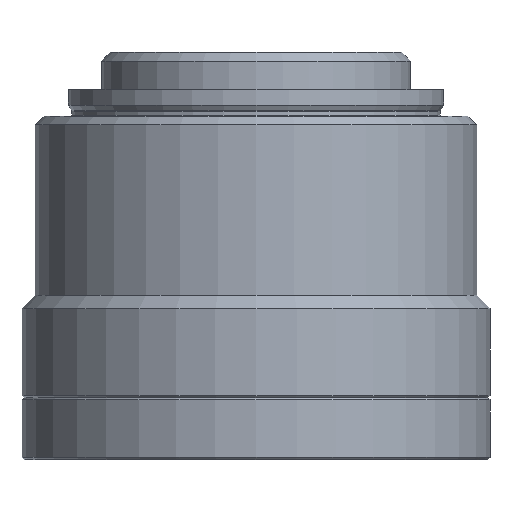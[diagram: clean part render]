
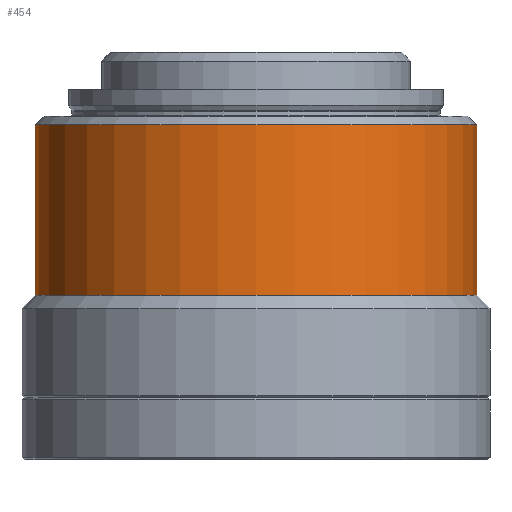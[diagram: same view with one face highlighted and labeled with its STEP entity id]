
A CAD part, front view. The second image highlights one B-rep face of the part: STEP entity #454.
In plain terms, the highlighted cylindrical face has radius 50 mm (diameter 100 mm), a partial arc.
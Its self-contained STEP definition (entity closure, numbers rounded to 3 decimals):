
#63 = CARTESIAN_POINT ( 'NONE',  ( -50., 0., 1.422 ) ) ;
#65 = EDGE_CURVE ( 'NONE', #807, #349, #783, .T. ) ;
#74 = CIRCLE ( 'NONE', #197, 50. ) ;
#90 = VECTOR ( 'NONE', #566, 1000. ) ;
#119 = DIRECTION ( 'NONE',  ( 0., 0., 1. ) ) ;
#175 = VECTOR ( 'NONE', #225, 1000. ) ;
#190 = EDGE_CURVE ( 'Defeature ausgef�hrt1_4+Defeature ausgef�hrt1_3+Defeature ausgef�hrt1_3+Defeature ausgef�hrt1_3', #349, #631, #209, .T. ) ;
#197 = AXIS2_PLACEMENT_3D ( 'NONE', #892, #419, #831 ) ;
#209 = CIRCLE ( 'NONE', #446, 50. ) ;
#225 = DIRECTION ( 'NONE',  ( 0., 0., 1. ) ) ;
#237 = DIRECTION ( 'NONE',  ( 1., 0., 0. ) ) ;
#238 = ORIENTED_EDGE ( 'NONE', *, *, #190, .F. ) ;
#314 = CARTESIAN_POINT ( 'NONE',  ( 0., 0., -12.157 ) ) ;
#345 = CYLINDRICAL_SURFACE ( 'NONE', #741, 50. ) ;
#349 = VERTEX_POINT ( 'NONE', #474 ) ;
#350 = CARTESIAN_POINT ( 'NONE',  ( 0., 0., 1.422 ) ) ;
#406 = FACE_OUTER_BOUND ( 'NONE', #408, .T. ) ;
#408 = EDGE_LOOP ( 'NONE', ( #597, #463, #689, #238 ) ) ;
#419 = DIRECTION ( 'NONE',  ( 0., 0., 1. ) ) ;
#424 = EDGE_CURVE ( 'NONE', #895, #631, #539, .T. ) ;
#446 = AXIS2_PLACEMENT_3D ( 'NONE', #314, #746, #237 ) ;
#454 = ADVANCED_FACE ( 'Defeature ausgef�hrt1_3', ( #406 ), #345, .T. ) ;
#456 = CARTESIAN_POINT ( 'NONE',  ( 50., 0., -12.157 ) ) ;
#463 = ORIENTED_EDGE ( 'NONE', *, *, #882, .T. ) ;
#474 = CARTESIAN_POINT ( 'NONE',  ( -50., 0., -12.157 ) ) ;
#495 = CARTESIAN_POINT ( 'NONE',  ( 50., 0., 1.422 ) ) ;
#539 = LINE ( 'NONE', #495, #90 ) ;
#558 = CARTESIAN_POINT ( 'NONE',  ( 50., 0., -50.757 ) ) ;
#566 = DIRECTION ( 'NONE',  ( 0., 0., 1. ) ) ;
#597 = ORIENTED_EDGE ( 'NONE', *, *, #65, .F. ) ;
#631 = VERTEX_POINT ( 'NONE', #456 ) ;
#689 = ORIENTED_EDGE ( 'NONE', *, *, #424, .T. ) ;
#741 = AXIS2_PLACEMENT_3D ( 'NONE', #350, #119, #773 ) ;
#746 = DIRECTION ( 'NONE',  ( 0., 0., 1. ) ) ;
#773 = DIRECTION ( 'NONE',  ( 1., 0., 0. ) ) ;
#783 = LINE ( 'NONE', #63, #175 ) ;
#807 = VERTEX_POINT ( 'NONE', #819 ) ;
#819 = CARTESIAN_POINT ( 'NONE',  ( -50., 0., -50.757 ) ) ;
#831 = DIRECTION ( 'NONE',  ( 1., 0., 0. ) ) ;
#882 = EDGE_CURVE ( 'Defeature ausgef�hrt1_3+Defeature ausgef�hrt1_2+Defeature ausgef�hrt1_2+Defeature ausgef�hrt1_2', #807, #895, #74, .T. ) ;
#892 = CARTESIAN_POINT ( 'NONE',  ( 0., 0., -50.757 ) ) ;
#895 = VERTEX_POINT ( 'NONE', #558 ) ;
